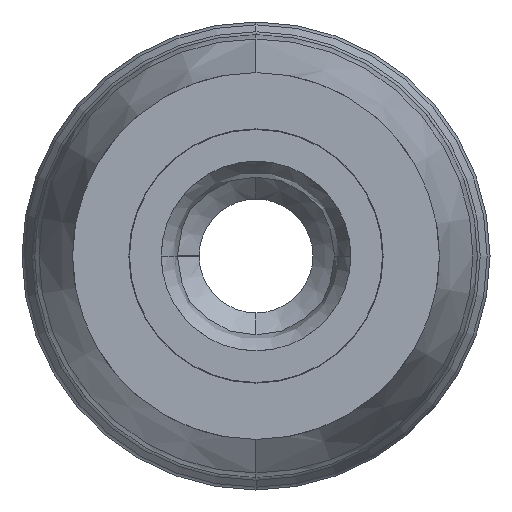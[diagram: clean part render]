
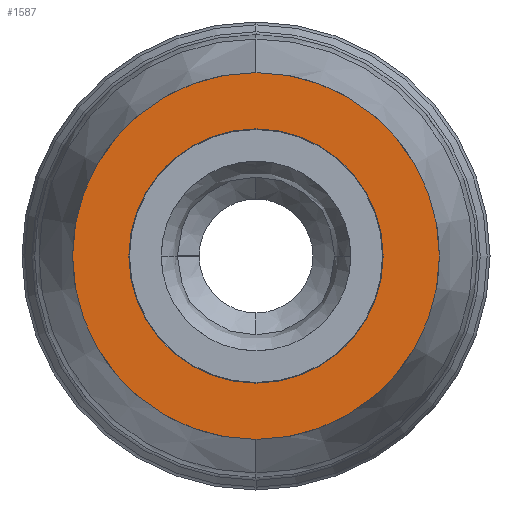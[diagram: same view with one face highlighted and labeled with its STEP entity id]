
A CAD part, left-side view. The second image highlights one B-rep face of the part: STEP entity #1587.
In plain terms, the highlighted planar face has unit normal (-1, 0, 0).
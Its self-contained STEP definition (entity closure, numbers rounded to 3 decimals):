
#248 = ORIENTED_EDGE ( 'NONE', *, *, #1077, .F. ) ;
#253 = AXIS2_PLACEMENT_3D ( 'NONE', #293, #2924, #1845 ) ;
#293 = CARTESIAN_POINT ( 'NONE',  ( -21.1, 0., 0. ) ) ;
#663 = EDGE_LOOP ( 'NONE', ( #1280, #2836 ) ) ;
#720 = CIRCLE ( 'NONE', #1208, 2.01 ) ;
#753 = VERTEX_POINT ( 'NONE', #1873 ) ;
#754 = DIRECTION ( 'NONE',  ( 0., 0., -1. ) ) ;
#1045 = PLANE ( 'NONE',  #2304 ) ;
#1077 = EDGE_CURVE ( 'NONE', #3042, #753, #2943, .T. ) ;
#1085 = DIRECTION ( 'NONE',  ( 1., 0., 0. ) ) ;
#1147 = EDGE_CURVE ( 'NONE', #2906, #1617, #1409, .T. ) ;
#1208 = AXIS2_PLACEMENT_3D ( 'NONE', #1650, #1417, #3442 ) ;
#1280 = ORIENTED_EDGE ( 'NONE', *, *, #1147, .T. ) ;
#1359 = CIRCLE ( 'NONE', #253, 2.9 ) ;
#1409 = CIRCLE ( 'NONE', #1775, 2.9 ) ;
#1417 = DIRECTION ( 'NONE',  ( -1., 0., 0. ) ) ;
#1420 = ORIENTED_EDGE ( 'NONE', *, *, #1524, .F. ) ;
#1495 = DIRECTION ( 'NONE',  ( 0., 0., 1. ) ) ;
#1517 = CARTESIAN_POINT ( 'NONE',  ( -21.1, 0., -2.9 ) ) ;
#1524 = EDGE_CURVE ( 'NONE', #753, #3042, #720, .T. ) ;
#1530 = CARTESIAN_POINT ( 'NONE',  ( -21.1, 0., 2.9 ) ) ;
#1587 = ADVANCED_FACE ( 'NONE', ( #3692, #2560 ), #1045, .F. ) ;
#1611 = EDGE_LOOP ( 'NONE', ( #248, #1420 ) ) ;
#1617 = VERTEX_POINT ( 'NONE', #1517 ) ;
#1650 = CARTESIAN_POINT ( 'NONE',  ( -21.1, 0., 0. ) ) ;
#1775 = AXIS2_PLACEMENT_3D ( 'NONE', #2970, #3565, #3291 ) ;
#1798 = DIRECTION ( 'NONE',  ( -1., 0., 0. ) ) ;
#1845 = DIRECTION ( 'NONE',  ( 0., 0., 1. ) ) ;
#1873 = CARTESIAN_POINT ( 'NONE',  ( -21.1, 0., -2.01 ) ) ;
#1890 = CARTESIAN_POINT ( 'NONE',  ( -21.1, 0., 2.01 ) ) ;
#2131 = CARTESIAN_POINT ( 'NONE',  ( -21.1, 0., 0. ) ) ;
#2304 = AXIS2_PLACEMENT_3D ( 'NONE', #3364, #1085, #754 ) ;
#2560 = FACE_OUTER_BOUND ( 'NONE', #663, .T. ) ;
#2836 = ORIENTED_EDGE ( 'NONE', *, *, #3379, .T. ) ;
#2906 = VERTEX_POINT ( 'NONE', #1530 ) ;
#2924 = DIRECTION ( 'NONE',  ( -1., 0., 0. ) ) ;
#2943 = CIRCLE ( 'NONE', #3049, 2.01 ) ;
#2970 = CARTESIAN_POINT ( 'NONE',  ( -21.1, 0., 0. ) ) ;
#3042 = VERTEX_POINT ( 'NONE', #1890 ) ;
#3049 = AXIS2_PLACEMENT_3D ( 'NONE', #2131, #1798, #1495 ) ;
#3291 = DIRECTION ( 'NONE',  ( 0., 0., 1. ) ) ;
#3364 = CARTESIAN_POINT ( 'NONE',  ( -21.1, 2.01, 0. ) ) ;
#3379 = EDGE_CURVE ( 'NONE', #1617, #2906, #1359, .T. ) ;
#3442 = DIRECTION ( 'NONE',  ( 0., 0., 1. ) ) ;
#3565 = DIRECTION ( 'NONE',  ( -1., 0., 0. ) ) ;
#3692 = FACE_BOUND ( 'NONE', #1611, .T. ) ;
